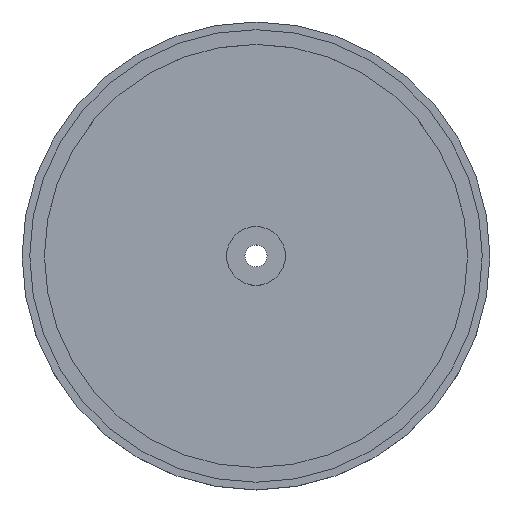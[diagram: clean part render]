
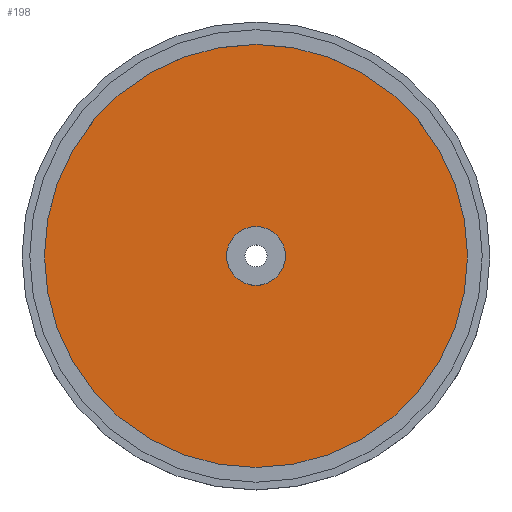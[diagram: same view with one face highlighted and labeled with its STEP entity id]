
A CAD part, top view. The second image highlights one B-rep face of the part: STEP entity #198.
In plain terms, the highlighted planar face has unit normal (0, 0, 1).
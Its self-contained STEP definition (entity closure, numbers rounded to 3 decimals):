
#5 = FACE_BOUND ( 'NONE', #131, .T. ) ;
#13 = CARTESIAN_POINT ( 'NONE',  ( 0., 144., 6.5 ) ) ;
#15 = AXIS2_PLACEMENT_3D ( 'NONE', #217, #409, #406 ) ;
#29 = EDGE_CURVE ( 'NONE', #79, #79, #95, .T. ) ;
#34 = DIRECTION ( 'NONE',  ( 1., 0., 0. ) ) ;
#49 = EDGE_CURVE ( 'NONE', #174, #174, #384, .T. ) ;
#79 = VERTEX_POINT ( 'NONE', #396 ) ;
#80 = AXIS2_PLACEMENT_3D ( 'NONE', #13, #386, #162 ) ;
#95 = CIRCLE ( 'NONE', #15, 20. ) ;
#118 = CARTESIAN_POINT ( 'NONE',  ( 144., 0., 6.5 ) ) ;
#127 = CARTESIAN_POINT ( 'NONE',  ( 0., 0., 6.5 ) ) ;
#131 = EDGE_LOOP ( 'NONE', ( #246 ) ) ;
#133 = PLANE ( 'NONE',  #80 ) ;
#162 = DIRECTION ( 'NONE',  ( 1., 0., 0. ) ) ;
#174 = VERTEX_POINT ( 'NONE', #118 ) ;
#176 = ORIENTED_EDGE ( 'NONE', *, *, #49, .F. ) ;
#198 = ADVANCED_FACE ( 'NONE', ( #5, #319 ), #133, .T. ) ;
#217 = CARTESIAN_POINT ( 'NONE',  ( 0., 0., 6.5 ) ) ;
#246 = ORIENTED_EDGE ( 'NONE', *, *, #29, .T. ) ;
#256 = AXIS2_PLACEMENT_3D ( 'NONE', #127, #310, #34 ) ;
#310 = DIRECTION ( 'NONE',  ( 0., 0., -1. ) ) ;
#319 = FACE_OUTER_BOUND ( 'NONE', #338, .T. ) ;
#338 = EDGE_LOOP ( 'NONE', ( #176 ) ) ;
#384 = CIRCLE ( 'NONE', #256, 144. ) ;
#386 = DIRECTION ( 'NONE',  ( 0., 0., 1. ) ) ;
#396 = CARTESIAN_POINT ( 'NONE',  ( 20., 0., 6.5 ) ) ;
#406 = DIRECTION ( 'NONE',  ( 1., 0., 0. ) ) ;
#409 = DIRECTION ( 'NONE',  ( 0., 0., -1. ) ) ;
